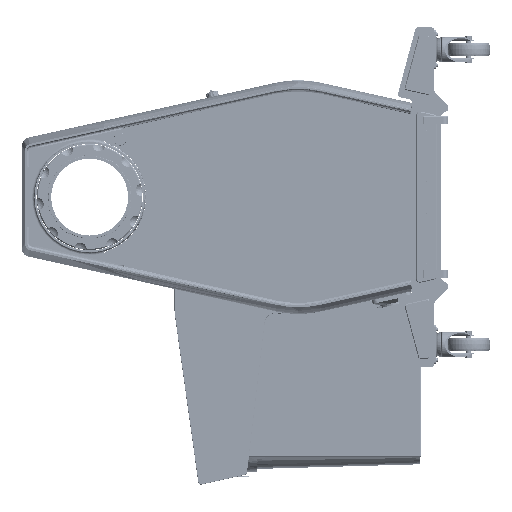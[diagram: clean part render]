
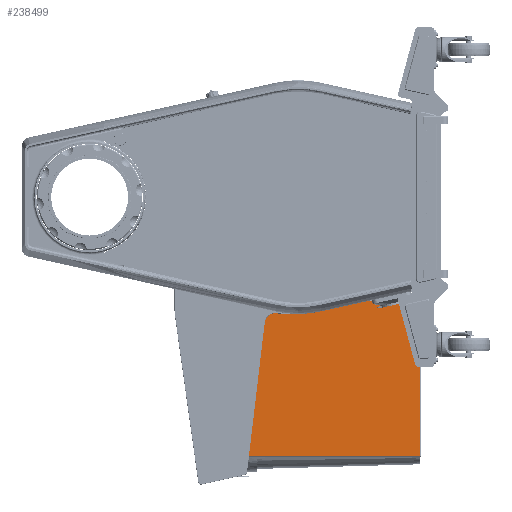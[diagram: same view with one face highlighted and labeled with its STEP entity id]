
A CAD part, left-side view. The second image highlights one B-rep face of the part: STEP entity #238499.
In plain terms, the highlighted planar face has unit normal (-1, 0, 0).
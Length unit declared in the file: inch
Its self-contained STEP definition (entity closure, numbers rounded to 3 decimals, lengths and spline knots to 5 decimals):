
#286 = PLANE ( 'NONE',  #100704 ) ;
#732 = VERTEX_POINT ( 'NONE', #122652 ) ;
#17242 = DIRECTION ( 'NONE',  ( 0., -1., 0. ) ) ;
#31161 = ORIENTED_EDGE ( 'NONE', *, *, #172934, .T. ) ;
#39820 = ORIENTED_EDGE ( 'NONE', *, *, #190556, .T. ) ;
#45389 = VERTEX_POINT ( 'NONE', #249604 ) ;
#52161 = CARTESIAN_POINT ( 'NONE',  ( -2.0625, -27.59467, -9.76776 ) ) ;
#62418 = LINE ( 'NONE', #218336, #236403 ) ;
#82222 = VECTOR ( 'NONE', #17242, 39.37008 ) ;
#88785 = EDGE_LOOP ( 'NONE', ( #31161, #144821, #39820, #181408 ) ) ;
#88990 = CARTESIAN_POINT ( 'NONE',  ( -2.0625, -12.57786, -24.37011 ) ) ;
#100704 = AXIS2_PLACEMENT_3D ( 'NONE', #250331, #114302, #273201 ) ;
#104248 = VERTEX_POINT ( 'NONE', #88990 ) ;
#113600 = DIRECTION ( 'NONE',  ( 0., 0.24, -0.971 ) ) ;
#114302 = DIRECTION ( 'NONE',  ( 1., 0., 0. ) ) ;
#122652 = CARTESIAN_POINT ( 'NONE',  ( -2.0625, -31.13854, -9.76776 ) ) ;
#129001 = DIRECTION ( 'NONE',  ( 0., 0., 1. ) ) ;
#130361 = CARTESIAN_POINT ( 'NONE',  ( -2.0625, -27.59467, -24.37011 ) ) ;
#140466 = EDGE_CURVE ( 'NONE', #732, #45389, #221658, .T. ) ;
#144821 = ORIENTED_EDGE ( 'NONE', *, *, #140466, .T. ) ;
#149866 = LINE ( 'NONE', #130361, #82222 ) ;
#154382 = EDGE_CURVE ( 'NONE', #104248, #189670, #149866, .T. ) ;
#157410 = CARTESIAN_POINT ( 'NONE',  ( -2.0625, -12.54698, -24.49511 ) ) ;
#161335 = VECTOR ( 'NONE', #211924, 39.37008 ) ;
#172934 = EDGE_CURVE ( 'NONE', #189670, #732, #62418, .T. ) ;
#181408 = ORIENTED_EDGE ( 'NONE', *, *, #154382, .T. ) ;
#185394 = CARTESIAN_POINT ( 'NONE',  ( -2.0625, -31.13854, -24.37011 ) ) ;
#185826 = VECTOR ( 'NONE', #113600, 39.37008 ) ;
#189670 = VERTEX_POINT ( 'NONE', #185394 ) ;
#190556 = EDGE_CURVE ( 'NONE', #45389, #104248, #246152, .T. ) ;
#211924 = DIRECTION ( 'NONE',  ( 0., 1., 0. ) ) ;
#218336 = CARTESIAN_POINT ( 'NONE',  ( -2.0625, -31.13854, -28.21223 ) ) ;
#221658 = LINE ( 'NONE', #52161, #161335 ) ;
#236403 = VECTOR ( 'NONE', #129001, 39.37008 ) ;
#238499 = ADVANCED_FACE ( 'NONE', ( #272449 ), #286, .F. ) ;
#246152 = LINE ( 'NONE', #157410, #185826 ) ;
#249604 = CARTESIAN_POINT ( 'NONE',  ( -2.0625, -16.18498, -9.76776 ) ) ;
#250331 = CARTESIAN_POINT ( 'NONE',  ( -2.0625, -27.59467, -28.21223 ) ) ;
#272449 = FACE_OUTER_BOUND ( 'NONE', #88785, .T. ) ;
#273201 = DIRECTION ( 'NONE',  ( 0., 0., -1. ) ) ;
